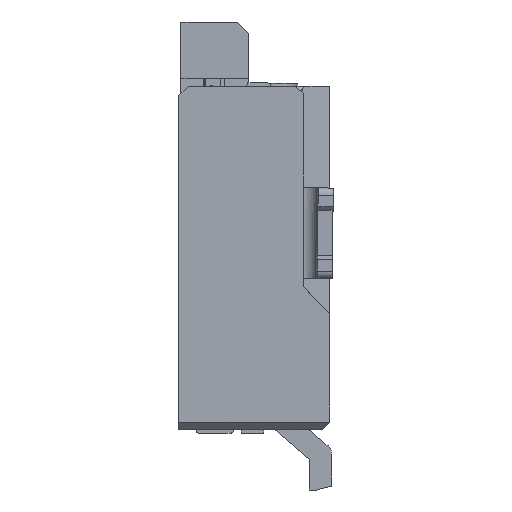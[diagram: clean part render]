
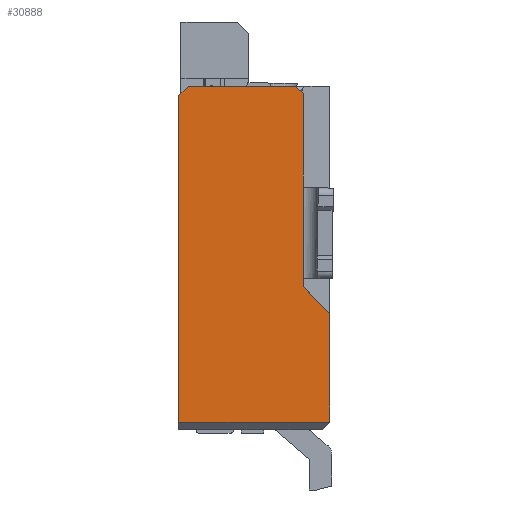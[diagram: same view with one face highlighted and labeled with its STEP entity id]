
A CAD part, left-side view. The second image highlights one B-rep face of the part: STEP entity #30888.
In plain terms, the highlighted planar face has unit normal (-1, 0, 0).
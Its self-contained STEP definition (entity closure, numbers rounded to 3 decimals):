
#1821 = EDGE_CURVE ( 'NONE', #30296, #41700, #33607, .T. ) ;
#2421 = ORIENTED_EDGE ( 'NONE', *, *, #28603, .T. ) ;
#2811 = VECTOR ( 'NONE', #8947, 1000. ) ;
#3550 = EDGE_CURVE ( 'NONE', #11656, #9703, #33759, .T. ) ;
#4034 = EDGE_CURVE ( 'NONE', #16322, #45550, #17976, .T. ) ;
#5571 = EDGE_CURVE ( 'NONE', #45550, #41700, #32393, .T. ) ;
#5952 = CARTESIAN_POINT ( 'NONE',  ( -7.84, -2., 0.1 ) ) ;
#6573 = VECTOR ( 'NONE', #18250, 1000. ) ;
#8262 = CARTESIAN_POINT ( 'NONE',  ( -7.84, -2., 1.55 ) ) ;
#8345 = DIRECTION ( 'NONE',  ( 0., 0.707, 0.707 ) ) ;
#8395 = LINE ( 'NONE', #49122, #6573 ) ;
#8661 = VECTOR ( 'NONE', #20591, 1000. ) ;
#8925 = CARTESIAN_POINT ( 'NONE',  ( -7.84, -1.65, 1.897 ) ) ;
#8947 = DIRECTION ( 'NONE',  ( 0., 0., 1. ) ) ;
#9703 = VERTEX_POINT ( 'NONE', #47005 ) ;
#9706 = DIRECTION ( 'NONE',  ( 0., 0., 1. ) ) ;
#10608 = EDGE_CURVE ( 'NONE', #30296, #36140, #23288, .T. ) ;
#11656 = VERTEX_POINT ( 'NONE', #38564 ) ;
#12949 = VERTEX_POINT ( 'NONE', #33977 ) ;
#13656 = DIRECTION ( 'NONE',  ( -1., 0., 0. ) ) ;
#13736 = EDGE_CURVE ( 'NONE', #26774, #16322, #26977, .T. ) ;
#14049 = CARTESIAN_POINT ( 'NONE',  ( -7.84, -1.9, 0.1 ) ) ;
#14389 = CARTESIAN_POINT ( 'NONE',  ( -7.84, -1.98, 1.55 ) ) ;
#14454 = DIRECTION ( 'NONE',  ( 0., -1., 0. ) ) ;
#16322 = VERTEX_POINT ( 'NONE', #45510 ) ;
#17778 = EDGE_LOOP ( 'NONE', ( #25723, #30548, #36842, #22210, #2421, #19172, #25194, #32329, #43247 ) ) ;
#17976 = LINE ( 'NONE', #21901, #20932 ) ;
#18250 = DIRECTION ( 'NONE',  ( 0., 0.707, -0.707 ) ) ;
#18409 = VECTOR ( 'NONE', #9706, 1000. ) ;
#19172 = ORIENTED_EDGE ( 'NONE', *, *, #44095, .T. ) ;
#20591 = DIRECTION ( 'NONE',  ( 0., 1., 0. ) ) ;
#20760 = AXIS2_PLACEMENT_3D ( 'NONE', #48571, #13656, #33100 ) ;
#20932 = VECTOR ( 'NONE', #14454, 1000. ) ;
#21590 = PLANE ( 'NONE',  #20760 ) ;
#21901 = CARTESIAN_POINT ( 'NONE',  ( -7.84, -2., 1.55 ) ) ;
#22210 = ORIENTED_EDGE ( 'NONE', *, *, #3550, .T. ) ;
#22724 = DIRECTION ( 'NONE',  ( 0., 0., -1. ) ) ;
#23288 = LINE ( 'NONE', #23964, #2811 ) ;
#23964 = CARTESIAN_POINT ( 'NONE',  ( -7.84, 0., 2.48 ) ) ;
#25043 = CARTESIAN_POINT ( 'NONE',  ( -7.84, -1.65, 1.55 ) ) ;
#25194 = ORIENTED_EDGE ( 'NONE', *, *, #10608, .F. ) ;
#25723 = ORIENTED_EDGE ( 'NONE', *, *, #4034, .F. ) ;
#26499 = FACE_OUTER_BOUND ( 'NONE', #17778, .T. ) ;
#26774 = VERTEX_POINT ( 'NONE', #8925 ) ;
#26977 = LINE ( 'NONE', #14389, #45291 ) ;
#27404 = CARTESIAN_POINT ( 'NONE',  ( -7.84, -2.735, 3.365 ) ) ;
#28073 = EDGE_CURVE ( 'NONE', #26774, #11656, #28659, .T. ) ;
#28603 = EDGE_CURVE ( 'NONE', #9703, #12949, #33474, .T. ) ;
#28659 = LINE ( 'NONE', #25043, #18409 ) ;
#30084 = DIRECTION ( 'NONE',  ( 0., -0.689, -0.725 ) ) ;
#30296 = VERTEX_POINT ( 'NONE', #35562 ) ;
#30548 = ORIENTED_EDGE ( 'NONE', *, *, #13736, .F. ) ;
#30888 = ADVANCED_FACE ( 'NONE', ( #26499 ), #21590, .T. ) ;
#32329 = ORIENTED_EDGE ( 'NONE', *, *, #1821, .T. ) ;
#32393 = LINE ( 'NONE', #45716, #37284 ) ;
#33100 = DIRECTION ( 'NONE',  ( 0., 1., 0. ) ) ;
#33474 = LINE ( 'NONE', #35662, #8661 ) ;
#33607 = LINE ( 'NONE', #14049, #40882 ) ;
#33759 = LINE ( 'NONE', #27404, #41683 ) ;
#33897 = CARTESIAN_POINT ( 'NONE',  ( -7.84, 0., 4.42 ) ) ;
#33977 = CARTESIAN_POINT ( 'NONE',  ( -7.84, -0.13, 4.55 ) ) ;
#35562 = CARTESIAN_POINT ( 'NONE',  ( -7.84, 0., 0.1 ) ) ;
#35662 = CARTESIAN_POINT ( 'NONE',  ( -7.84, 0., 4.55 ) ) ;
#36140 = VERTEX_POINT ( 'NONE', #33897 ) ;
#36842 = ORIENTED_EDGE ( 'NONE', *, *, #28073, .T. ) ;
#37284 = VECTOR ( 'NONE', #22724, 1000. ) ;
#38564 = CARTESIAN_POINT ( 'NONE',  ( -7.84, -1.65, 4.45 ) ) ;
#40882 = VECTOR ( 'NONE', #41177, 1000. ) ;
#41177 = DIRECTION ( 'NONE',  ( 0., -1., 0. ) ) ;
#41683 = VECTOR ( 'NONE', #8345, 1000. ) ;
#41700 = VERTEX_POINT ( 'NONE', #5952 ) ;
#43247 = ORIENTED_EDGE ( 'NONE', *, *, #5571, .F. ) ;
#44095 = EDGE_CURVE ( 'NONE', #12949, #36140, #8395, .T. ) ;
#45291 = VECTOR ( 'NONE', #30084, 1000. ) ;
#45510 = CARTESIAN_POINT ( 'NONE',  ( -7.84, -1.98, 1.55 ) ) ;
#45550 = VERTEX_POINT ( 'NONE', #8262 ) ;
#45716 = CARTESIAN_POINT ( 'NONE',  ( -7.84, -2., 1.3 ) ) ;
#47005 = CARTESIAN_POINT ( 'NONE',  ( -7.84, -1.55, 4.55 ) ) ;
#48571 = CARTESIAN_POINT ( 'NONE',  ( -7.84, -1.95, 2.58 ) ) ;
#49122 = CARTESIAN_POINT ( 'NONE',  ( -7.84, -0.055, 4.475 ) ) ;
